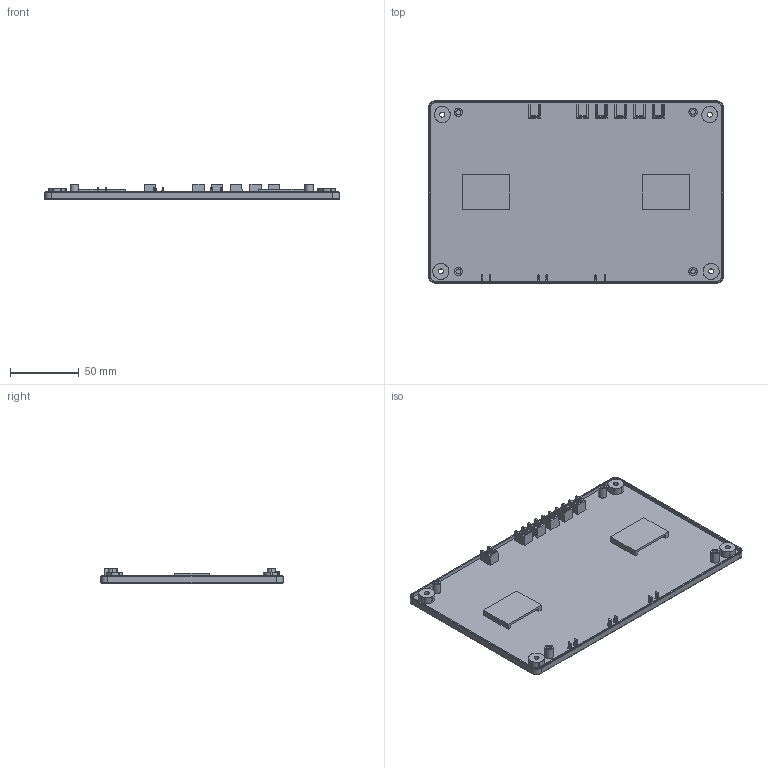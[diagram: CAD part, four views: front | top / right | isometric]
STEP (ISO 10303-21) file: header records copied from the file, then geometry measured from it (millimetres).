
FILE_DESCRIPTION(/* description */ (''),/* implementation_level */ '2;1');
FILE_NAME(/* name */ '下盖',/* time_stamp */ '2022-08-29T17:18:37+08:00',/* author */ (''),/* organization */ (''),/* preprocessor_version */ 'ST-DEVELOPER v16.5',/* originating_system */ '',/* authorisation */ '');
FILE_SCHEMA (('CONFIG_CONTROL_DESIGN'));
Length unit declared in the file: millimetre
Products named in the file (1): Document
Bounding box: 213.96 x 132.57 x 11.08 mm (x, y, z)
Volume: 78421.9 mm3; surface area: 70736.2 mm2
Topology: 1 solids, 1 shells, 450 faces, 1188 edges, 746 vertices
Faces by surface type: plane 218, cylinder 176, bspline 56
Entity records: 14553 total; most frequent: CARTESIAN_POINT 6851, ORIENTED_EDGE 2324, EDGE_CURVE 1162, B_SPLINE_CURVE_WITH_KNOTS 752, VERTEX_POINT 746, EDGE_LOOP 497, ADVANCED_FACE 449, FACE_OUTER_BOUND 449
